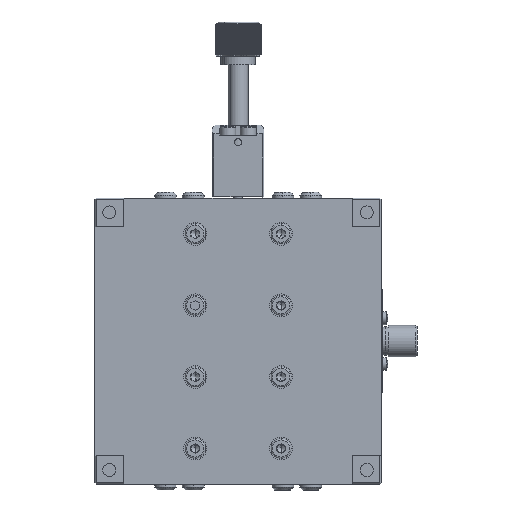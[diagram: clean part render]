
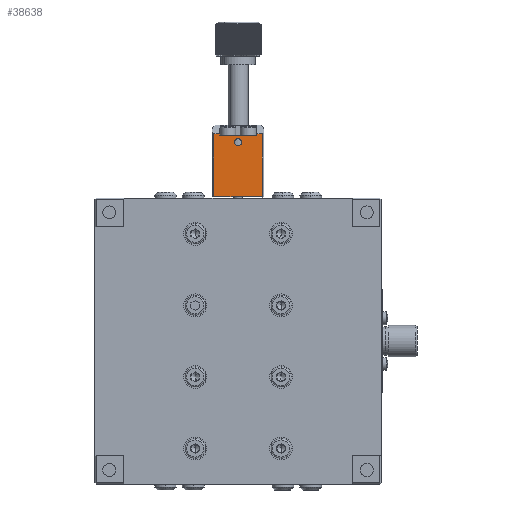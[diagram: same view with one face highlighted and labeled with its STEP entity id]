
A CAD part, front view. The second image highlights one B-rep face of the part: STEP entity #38638.
In plain terms, the highlighted planar face has unit normal (0, -1, 0).
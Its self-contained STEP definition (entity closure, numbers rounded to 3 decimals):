
#329 = LINE ( 'NONE', #13876, #42651 ) ;
#452 = VECTOR ( 'NONE', #22762, 1000. ) ;
#1901 = VERTEX_POINT ( 'NONE', #14613 ) ;
#1996 = EDGE_LOOP ( 'NONE', ( #32878, #12863 ) ) ;
#2693 = DIRECTION ( 'NONE',  ( -1., 0., 0. ) ) ;
#4813 = ORIENTED_EDGE ( 'NONE', *, *, #34864, .T. ) ;
#5623 = VERTEX_POINT ( 'NONE', #7875 ) ;
#5718 = CARTESIAN_POINT ( 'NONE',  ( -46.492, 3., 72. ) ) ;
#5987 = CIRCLE ( 'NONE', #18605, 1.25 ) ;
#6309 = DIRECTION ( 'NONE',  ( -1., 0., 0. ) ) ;
#7521 = LINE ( 'NONE', #29258, #35737 ) ;
#7875 = CARTESIAN_POINT ( 'NONE',  ( -38.742, 3., 69.5 ) ) ;
#8290 = CARTESIAN_POINT ( 'NONE',  ( -48.492, 3., 50.5 ) ) ;
#8428 = ORIENTED_EDGE ( 'NONE', *, *, #36502, .F. ) ;
#8755 = EDGE_CURVE ( 'NONE', #19751, #9322, #31755, .T. ) ;
#9322 = VERTEX_POINT ( 'NONE', #20485 ) ;
#10575 = EDGE_CURVE ( 'NONE', #5623, #27867, #5987, .T. ) ;
#11243 = EDGE_CURVE ( 'NONE', #35965, #1901, #7521, .T. ) ;
#11378 = ORIENTED_EDGE ( 'NONE', *, *, #8755, .T. ) ;
#12102 = CARTESIAN_POINT ( 'NONE',  ( -41.242, 3., 69.5 ) ) ;
#12173 = FACE_OUTER_BOUND ( 'NONE', #27892, .T. ) ;
#12863 = ORIENTED_EDGE ( 'NONE', *, *, #15388, .F. ) ;
#13480 = CARTESIAN_POINT ( 'NONE',  ( -46.492, 3., 50. ) ) ;
#13514 = LINE ( 'NONE', #22428, #43295 ) ;
#13614 = AXIS2_PLACEMENT_3D ( 'NONE', #23254, #36300, #39789 ) ;
#13876 = CARTESIAN_POINT ( 'NONE',  ( -48.992, 3., 72. ) ) ;
#14047 = LINE ( 'NONE', #29913, #452 ) ;
#14613 = CARTESIAN_POINT ( 'NONE',  ( -48.492, 3., 72.5 ) ) ;
#14691 = ORIENTED_EDGE ( 'NONE', *, *, #17696, .T. ) ;
#15012 = LINE ( 'NONE', #13480, #23854 ) ;
#15198 = DIRECTION ( 'NONE',  ( 0., -1., 0. ) ) ;
#15388 = EDGE_CURVE ( 'NONE', #27867, #5623, #31285, .T. ) ;
#15505 = EDGE_CURVE ( 'NONE', #28550, #31410, #13514, .T. ) ;
#15598 = DIRECTION ( 'NONE',  ( 0., 0., 1. ) ) ;
#16862 = DIRECTION ( 'NONE',  ( 0., 0., 1. ) ) ;
#16951 = CARTESIAN_POINT ( 'NONE',  ( -48.992, 3., 50.5 ) ) ;
#16999 = DIRECTION ( 'NONE',  ( 0., -1., 0. ) ) ;
#17696 = EDGE_CURVE ( 'NONE', #28198, #35965, #15012, .T. ) ;
#18358 = LINE ( 'NONE', #16951, #26657 ) ;
#18605 = AXIS2_PLACEMENT_3D ( 'NONE', #34759, #15198, #22022 ) ;
#19751 = VERTEX_POINT ( 'NONE', #28060 ) ;
#20017 = VECTOR ( 'NONE', #6309, 1000. ) ;
#20053 = EDGE_CURVE ( 'NONE', #31410, #19751, #28861, .T. ) ;
#20485 = CARTESIAN_POINT ( 'NONE',  ( -33.492, 3., 72. ) ) ;
#21010 = DIRECTION ( 'NONE',  ( 1., 0., 0. ) ) ;
#21890 = CARTESIAN_POINT ( 'NONE',  ( -33.492, 3., 50. ) ) ;
#22022 = DIRECTION ( 'NONE',  ( 1., 0., 0. ) ) ;
#22428 = CARTESIAN_POINT ( 'NONE',  ( -31.492, 3., 50. ) ) ;
#22760 = ORIENTED_EDGE ( 'NONE', *, *, #11243, .T. ) ;
#22762 = DIRECTION ( 'NONE',  ( 0., 0., -1. ) ) ;
#22907 = DIRECTION ( 'NONE',  ( 1., 0., 0. ) ) ;
#23254 = CARTESIAN_POINT ( 'NONE',  ( -48.992, 3., 50. ) ) ;
#23854 = VECTOR ( 'NONE', #16862, 1000. ) ;
#23979 = ORIENTED_EDGE ( 'NONE', *, *, #33274, .T. ) ;
#25456 = VERTEX_POINT ( 'NONE', #8290 ) ;
#26288 = CARTESIAN_POINT ( 'NONE',  ( -48.992, 3., 72.5 ) ) ;
#26657 = VECTOR ( 'NONE', #22907, 1000. ) ;
#26802 = AXIS2_PLACEMENT_3D ( 'NONE', #33618, #16999, #30655 ) ;
#27867 = VERTEX_POINT ( 'NONE', #12102 ) ;
#27892 = EDGE_LOOP ( 'NONE', ( #23979, #31053, #43149, #11378, #8428, #14691, #22760, #4813 ) ) ;
#28060 = CARTESIAN_POINT ( 'NONE',  ( -33.492, 3., 72.5 ) ) ;
#28198 = VERTEX_POINT ( 'NONE', #5718 ) ;
#28451 = DIRECTION ( 'NONE',  ( 0., 0., -1. ) ) ;
#28550 = VERTEX_POINT ( 'NONE', #40738 ) ;
#28861 = LINE ( 'NONE', #26288, #20017 ) ;
#29258 = CARTESIAN_POINT ( 'NONE',  ( -48.992, 3., 72.5 ) ) ;
#29913 = CARTESIAN_POINT ( 'NONE',  ( -48.492, 3., 50. ) ) ;
#30418 = FACE_BOUND ( 'NONE', #1996, .T. ) ;
#30655 = DIRECTION ( 'NONE',  ( 1., 0., 0. ) ) ;
#31053 = ORIENTED_EDGE ( 'NONE', *, *, #15505, .T. ) ;
#31285 = CIRCLE ( 'NONE', #26802, 1.25 ) ;
#31410 = VERTEX_POINT ( 'NONE', #40591 ) ;
#31755 = LINE ( 'NONE', #21890, #40639 ) ;
#32878 = ORIENTED_EDGE ( 'NONE', *, *, #10575, .F. ) ;
#33274 = EDGE_CURVE ( 'NONE', #25456, #28550, #18358, .T. ) ;
#33618 = CARTESIAN_POINT ( 'NONE',  ( -39.992, 3., 69.5 ) ) ;
#34759 = CARTESIAN_POINT ( 'NONE',  ( -39.992, 3., 69.5 ) ) ;
#34864 = EDGE_CURVE ( 'NONE', #1901, #25456, #14047, .T. ) ;
#35737 = VECTOR ( 'NONE', #2693, 1000. ) ;
#35965 = VERTEX_POINT ( 'NONE', #43266 ) ;
#36300 = DIRECTION ( 'NONE',  ( 0., 1., 0. ) ) ;
#36502 = EDGE_CURVE ( 'NONE', #28198, #9322, #329, .T. ) ;
#38638 = ADVANCED_FACE ( 'NONE', ( #30418, #12173 ), #43273, .F. ) ;
#39789 = DIRECTION ( 'NONE',  ( 0., 0., -1. ) ) ;
#40591 = CARTESIAN_POINT ( 'NONE',  ( -31.492, 3., 72.5 ) ) ;
#40639 = VECTOR ( 'NONE', #28451, 1000. ) ;
#40738 = CARTESIAN_POINT ( 'NONE',  ( -31.492, 3., 50.5 ) ) ;
#42651 = VECTOR ( 'NONE', #21010, 1000. ) ;
#43149 = ORIENTED_EDGE ( 'NONE', *, *, #20053, .T. ) ;
#43266 = CARTESIAN_POINT ( 'NONE',  ( -46.492, 3., 72.5 ) ) ;
#43273 = PLANE ( 'NONE',  #13614 ) ;
#43295 = VECTOR ( 'NONE', #15598, 1000. ) ;
